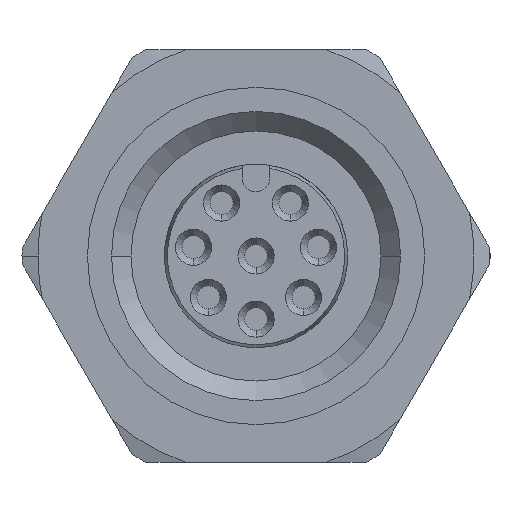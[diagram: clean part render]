
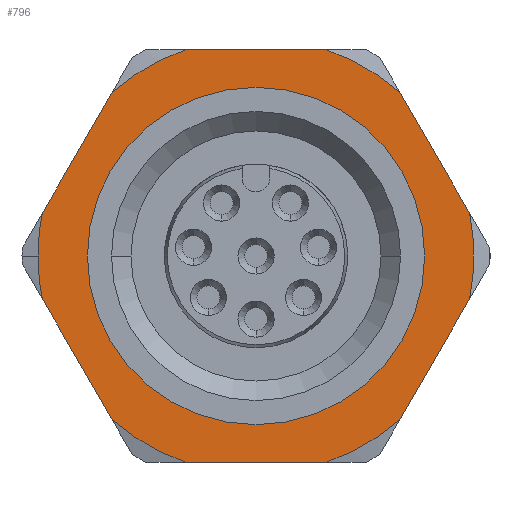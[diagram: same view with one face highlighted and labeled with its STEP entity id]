
A CAD part, left-side view. The second image highlights one B-rep face of the part: STEP entity #796.
In plain terms, the highlighted planar face has unit normal (-1, 0, 0).
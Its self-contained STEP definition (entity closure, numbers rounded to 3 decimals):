
#39 = CARTESIAN_POINT ( 'NONE',  ( 17.193, 7.271, -9. ) ) ;
#43 = ORIENTED_EDGE ( 'NONE', *, *, #4841, .F. ) ;
#47 = VERTEX_POINT ( 'NONE', #1559 ) ;
#50 = ORIENTED_EDGE ( 'NONE', *, *, #5271, .T. ) ;
#113 = ORIENTED_EDGE ( 'NONE', *, *, #4943, .T. ) ;
#115 = EDGE_LOOP ( 'NONE', ( #50, #5564, #304, #196, #4122, #2104, #4975, #5697, #1664, #113, #43, #1113, #3208 ) ) ;
#134 = DIRECTION ( 'NONE',  ( 1., 0., 0. ) ) ;
#196 = ORIENTED_EDGE ( 'NONE', *, *, #3577, .F. ) ;
#304 = ORIENTED_EDGE ( 'NONE', *, *, #4571, .T. ) ;
#332 = DIRECTION ( 'NONE',  ( 0., 1., 0. ) ) ;
#450 = DIRECTION ( 'NONE',  ( -1., 0., 0. ) ) ;
#477 = VERTEX_POINT ( 'NONE', #2715 ) ;
#496 = DIRECTION ( 'NONE',  ( 1., 0., 0. ) ) ;
#508 = VERTEX_POINT ( 'NONE', #2733 ) ;
#581 = EDGE_CURVE ( 'NONE', #477, #3006, #3264, .T. ) ;
#637 = CARTESIAN_POINT ( 'NONE',  ( 17.193, 4.229, 0. ) ) ;
#642 = VERTEX_POINT ( 'NONE', #2102 ) ;
#696 = CIRCLE ( 'NONE', #1092, 9.5 ) ;
#796 = ADVANCED_FACE ( 'NONE', ( #2625, #4844 ), #5324, .T. ) ;
#908 = DIRECTION ( 'NONE',  ( 0., -0.5, 0.866 ) ) ;
#973 = DIRECTION ( 'NONE',  ( 1., 0., 0. ) ) ;
#1012 = CARTESIAN_POINT ( 'NONE',  ( 17.193, 4.229, 0. ) ) ;
#1077 = CIRCLE ( 'NONE', #3420, 9.5 ) ;
#1092 = AXIS2_PLACEMENT_3D ( 'NONE', #2556, #5649, #2990 ) ;
#1109 = DIRECTION ( 'NONE',  ( 0., 1., 0. ) ) ;
#1113 = ORIENTED_EDGE ( 'NONE', *, *, #4726, .T. ) ;
#1138 = AXIS2_PLACEMENT_3D ( 'NONE', #3205, #496, #3649 ) ;
#1223 = LINE ( 'NONE', #2619, #4492 ) ;
#1248 = EDGE_CURVE ( 'NONE', #4511, #642, #696, .T. ) ;
#1339 = CARTESIAN_POINT ( 'NONE',  ( 17.193, 10.503, 7.133 ) ) ;
#1340 = LINE ( 'NONE', #3031, #4755 ) ;
#1409 = DIRECTION ( 'NONE',  ( 0., -1., 0. ) ) ;
#1457 = DIRECTION ( 'NONE',  ( 0., 1., 0. ) ) ;
#1559 = CARTESIAN_POINT ( 'NONE',  ( 17.193, -5.086, -1.865 ) ) ;
#1574 = VERTEX_POINT ( 'NONE', #2808 ) ;
#1664 = ORIENTED_EDGE ( 'NONE', *, *, #4765, .F. ) ;
#1703 = AXIS2_PLACEMENT_3D ( 'NONE', #5112, #2467, #5556 ) ;
#1731 = DIRECTION ( 'NONE',  ( 0., 0.5, 0.866 ) ) ;
#1755 = CARTESIAN_POINT ( 'NONE',  ( 17.193, 13.544, -1.867 ) ) ;
#1836 = AXIS2_PLACEMENT_3D ( 'NONE', #3145, #450, #3591 ) ;
#2038 = CIRCLE ( 'NONE', #1138, 9.5 ) ;
#2059 = CARTESIAN_POINT ( 'NONE',  ( 17.193, -3.121, 0. ) ) ;
#2061 = VECTOR ( 'NONE', #2264, 1000. ) ;
#2102 = CARTESIAN_POINT ( 'NONE',  ( 17.193, -2.044, 7.134 ) ) ;
#2104 = ORIENTED_EDGE ( 'NONE', *, *, #3653, .F. ) ;
#2110 = CIRCLE ( 'NONE', #5310, 9.5 ) ;
#2133 = DIRECTION ( 'NONE',  ( 1., 0., 0. ) ) ;
#2217 = CARTESIAN_POINT ( 'NONE',  ( 17.193, 1.188, -9. ) ) ;
#2224 = CARTESIAN_POINT ( 'NONE',  ( 17.193, 13.729, 0. ) ) ;
#2225 = EDGE_CURVE ( 'NONE', #2748, #5767, #3519, .T. ) ;
#2237 = AXIS2_PLACEMENT_3D ( 'NONE', #3660, #973, #4098 ) ;
#2264 = DIRECTION ( 'NONE',  ( 0., 0.5, -0.866 ) ) ;
#2467 = DIRECTION ( 'NONE',  ( 1., 0., 0. ) ) ;
#2492 = VECTOR ( 'NONE', #1731, 1000. ) ;
#2556 = CARTESIAN_POINT ( 'NONE',  ( 17.193, 4.229, 0. ) ) ;
#2569 = CARTESIAN_POINT ( 'NONE',  ( 17.193, 1.188, 9. ) ) ;
#2617 = DIRECTION ( 'NONE',  ( 1., 0., 0. ) ) ;
#2619 = CARTESIAN_POINT ( 'NONE',  ( 17.193, 13.544, -1.867 ) ) ;
#2625 = FACE_OUTER_BOUND ( 'NONE', #115, .T. ) ;
#2693 = CARTESIAN_POINT ( 'NONE',  ( 17.193, -2.044, -7.134 ) ) ;
#2715 = CARTESIAN_POINT ( 'NONE',  ( 17.193, 11.579, 0. ) ) ;
#2733 = CARTESIAN_POINT ( 'NONE',  ( 17.193, 10.503, -7.133 ) ) ;
#2748 = VERTEX_POINT ( 'NONE', #1755 ) ;
#2762 = VERTEX_POINT ( 'NONE', #2217 ) ;
#2808 = CARTESIAN_POINT ( 'NONE',  ( 17.193, -5.086, 1.865 ) ) ;
#2820 = CARTESIAN_POINT ( 'NONE',  ( 17.193, 4.229, 0. ) ) ;
#2868 = VECTOR ( 'NONE', #1409, 1000. ) ;
#2874 = VECTOR ( 'NONE', #908, 1000. ) ;
#2990 = DIRECTION ( 'NONE',  ( 0., 1., 0. ) ) ;
#3006 = VERTEX_POINT ( 'NONE', #2059 ) ;
#3031 = CARTESIAN_POINT ( 'NONE',  ( 17.193, 1.188, 9. ) ) ;
#3065 = CARTESIAN_POINT ( 'NONE',  ( 17.193, -5.086, 1.865 ) ) ;
#3066 = DIRECTION ( 'NONE',  ( 0., -0.5, -0.866 ) ) ;
#3145 = CARTESIAN_POINT ( 'NONE',  ( 17.193, 13.404, 0. ) ) ;
#3205 = CARTESIAN_POINT ( 'NONE',  ( 17.193, 4.229, 0. ) ) ;
#3208 = ORIENTED_EDGE ( 'NONE', *, *, #4319, .F. ) ;
#3264 = CIRCLE ( 'NONE', #1703, 7.35 ) ;
#3290 = DIRECTION ( 'NONE',  ( 0., 1., 0. ) ) ;
#3338 = VERTEX_POINT ( 'NONE', #4540 ) ;
#3420 = AXIS2_PLACEMENT_3D ( 'NONE', #4785, #2133, #5220 ) ;
#3483 = VERTEX_POINT ( 'NONE', #5199 ) ;
#3519 = CIRCLE ( 'NONE', #2237, 9.5 ) ;
#3550 = EDGE_CURVE ( 'NONE', #2748, #508, #1223, .T. ) ;
#3577 = EDGE_CURVE ( 'NONE', #5396, #4582, #1077, .T. ) ;
#3591 = DIRECTION ( 'NONE',  ( 0., 0., 1. ) ) ;
#3649 = DIRECTION ( 'NONE',  ( 0., 1., 0. ) ) ;
#3653 = EDGE_CURVE ( 'NONE', #5767, #3483, #4356, .T. ) ;
#3660 = CARTESIAN_POINT ( 'NONE',  ( 17.193, 4.229, 0. ) ) ;
#3678 = LINE ( 'NONE', #3065, #2492 ) ;
#3763 = EDGE_CURVE ( 'NONE', #5396, #3483, #5444, .T. ) ;
#3785 = DIRECTION ( 'NONE',  ( 1., 0., 0. ) ) ;
#4051 = LINE ( 'NONE', #39, #2868 ) ;
#4057 = LINE ( 'NONE', #2693, #2874 ) ;
#4098 = DIRECTION ( 'NONE',  ( 0., 1., 0. ) ) ;
#4122 = ORIENTED_EDGE ( 'NONE', *, *, #3763, .T. ) ;
#4136 = DIRECTION ( 'NONE',  ( 1., 0., 0. ) ) ;
#4205 = EDGE_CURVE ( 'NONE', #3006, #477, #5510, .T. ) ;
#4220 = CARTESIAN_POINT ( 'NONE',  ( 17.193, -2.044, -7.134 ) ) ;
#4319 = EDGE_CURVE ( 'NONE', #1574, #47, #5727, .T. ) ;
#4356 = CIRCLE ( 'NONE', #4606, 9.5 ) ;
#4492 = VECTOR ( 'NONE', #3066, 1000. ) ;
#4511 = VERTEX_POINT ( 'NONE', #2569 ) ;
#4528 = ORIENTED_EDGE ( 'NONE', *, *, #581, .T. ) ;
#4540 = CARTESIAN_POINT ( 'NONE',  ( 17.193, 7.271, -9. ) ) ;
#4571 = EDGE_CURVE ( 'NONE', #4511, #4582, #1340, .T. ) ;
#4582 = VERTEX_POINT ( 'NONE', #5700 ) ;
#4606 = AXIS2_PLACEMENT_3D ( 'NONE', #5258, #2617, #5713 ) ;
#4726 = EDGE_CURVE ( 'NONE', #5110, #47, #4057, .T. ) ;
#4734 = EDGE_LOOP ( 'NONE', ( #4528, #5425 ) ) ;
#4755 = VECTOR ( 'NONE', #332, 1000. ) ;
#4760 = AXIS2_PLACEMENT_3D ( 'NONE', #637, #3785, #1109 ) ;
#4765 = EDGE_CURVE ( 'NONE', #3338, #508, #2038, .T. ) ;
#4785 = CARTESIAN_POINT ( 'NONE',  ( 17.193, 4.229, 0. ) ) ;
#4841 = EDGE_CURVE ( 'NONE', #5110, #2762, #2110, .T. ) ;
#4844 = FACE_BOUND ( 'NONE', #4734, .T. ) ;
#4917 = CARTESIAN_POINT ( 'NONE',  ( 17.193, 10.503, 7.133 ) ) ;
#4943 = EDGE_CURVE ( 'NONE', #3338, #2762, #4051, .T. ) ;
#4975 = ORIENTED_EDGE ( 'NONE', *, *, #2225, .F. ) ;
#5110 = VERTEX_POINT ( 'NONE', #4220 ) ;
#5112 = CARTESIAN_POINT ( 'NONE',  ( 17.193, 4.229, 0. ) ) ;
#5199 = CARTESIAN_POINT ( 'NONE',  ( 17.193, 13.544, 1.867 ) ) ;
#5220 = DIRECTION ( 'NONE',  ( 0., 1., 0. ) ) ;
#5258 = CARTESIAN_POINT ( 'NONE',  ( 17.193, 4.229, 0. ) ) ;
#5271 = EDGE_CURVE ( 'NONE', #1574, #642, #3678, .T. ) ;
#5310 = AXIS2_PLACEMENT_3D ( 'NONE', #2820, #134, #3290 ) ;
#5324 = PLANE ( 'NONE',  #1836 ) ;
#5396 = VERTEX_POINT ( 'NONE', #1339 ) ;
#5425 = ORIENTED_EDGE ( 'NONE', *, *, #4205, .T. ) ;
#5444 = LINE ( 'NONE', #4917, #2061 ) ;
#5510 = CIRCLE ( 'NONE', #5751, 7.35 ) ;
#5556 = DIRECTION ( 'NONE',  ( 0., 1., 0. ) ) ;
#5564 = ORIENTED_EDGE ( 'NONE', *, *, #1248, .F. ) ;
#5649 = DIRECTION ( 'NONE',  ( 1., 0., 0. ) ) ;
#5697 = ORIENTED_EDGE ( 'NONE', *, *, #3550, .T. ) ;
#5700 = CARTESIAN_POINT ( 'NONE',  ( 17.193, 7.271, 9. ) ) ;
#5713 = DIRECTION ( 'NONE',  ( 0., 1., 0. ) ) ;
#5727 = CIRCLE ( 'NONE', #4760, 9.5 ) ;
#5751 = AXIS2_PLACEMENT_3D ( 'NONE', #1012, #4136, #1457 ) ;
#5767 = VERTEX_POINT ( 'NONE', #2224 ) ;
